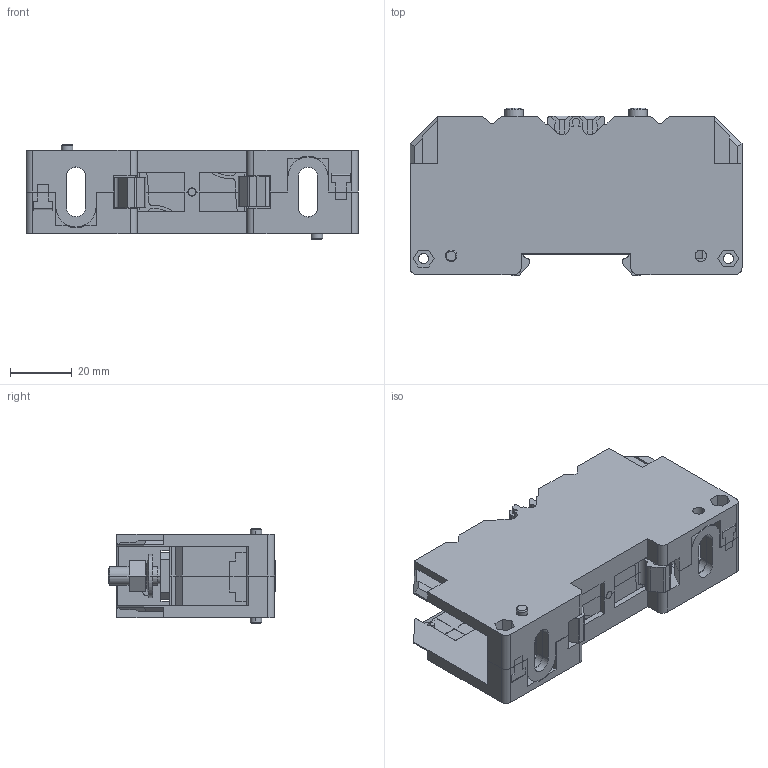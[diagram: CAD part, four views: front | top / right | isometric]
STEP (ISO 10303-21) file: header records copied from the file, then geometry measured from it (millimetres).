
FILE_DESCRIPTION((''),'2;1');
FILE_NAME('5YB580017_ASM','2023-02-15T',('dell'),(''),'PRO/ENGINEER BY PARAMETRIC TECHNOLOGY CORPORATION, 2013230','PRO/ENGINEER BY PARAMETRIC TECHNOLOGY CORPORATION, 2013230','');
FILE_SCHEMA(('CONFIG_CONTROL_DESIGN'));
Products named in the file (1): 5YB580017_ASM
Bounding box: 107.5 x 54.31 x 30.8 mm (x, y, z)
Volume: 73933.7 mm3; surface area: 52284.1 mm2
Topology: 8 solids, 70 shells, 2194 faces, 5888 edges, 3914 vertices
Faces by surface type: plane 1410, cylinder 696, cone 64, torus 24
Entity records: 68869 total; most frequent: CARTESIAN_POINT 12393, DIRECTION 11822, ORIENTED_EDGE 11776, EDGE_CURVE 5888, VECTOR 4168, LINE 4168, VERTEX_POINT 3914, AXIS2_PLACEMENT_3D 3827
